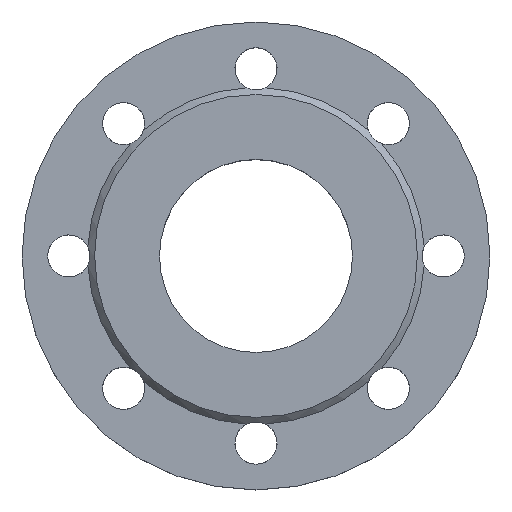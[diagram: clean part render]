
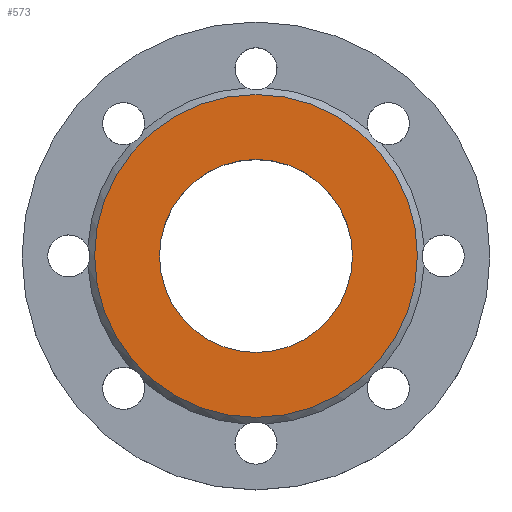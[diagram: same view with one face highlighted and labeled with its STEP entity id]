
A CAD part, top view. The second image highlights one B-rep face of the part: STEP entity #573.
In plain terms, the highlighted planar face has unit normal (0, 0, 1).
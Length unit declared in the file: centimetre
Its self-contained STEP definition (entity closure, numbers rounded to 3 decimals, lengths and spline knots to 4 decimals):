
#32=FACE_BOUND('',#157,.T.);
#37=PLANE('',#649);
#119=FACE_OUTER_BOUND('',#156,.T.);
#156=EDGE_LOOP('',(#507));
#157=EDGE_LOOP('',(#508));
#202=CIRCLE('',#632,69.);
#215=CIRCLE('',#650,41.25);
#271=VERTEX_POINT('',#1087);
#275=VERTEX_POINT('',#1111);
#340=EDGE_CURVE('',#271,#271,#202,.T.);
#355=EDGE_CURVE('',#275,#275,#215,.T.);
#507=ORIENTED_EDGE('',*,*,#340,.T.);
#508=ORIENTED_EDGE('',*,*,#355,.F.);
#573=ADVANCED_FACE('',(#119,#32),#37,.T.);
#632=AXIS2_PLACEMENT_3D('',#1088,#779,#780);
#649=AXIS2_PLACEMENT_3D('',#1110,#815,#816);
#650=AXIS2_PLACEMENT_3D('',#1112,#817,#818);
#779=DIRECTION('center_axis',(0.,0.,1.));
#780=DIRECTION('ref_axis',(-1.,0.,0.));
#815=DIRECTION('center_axis',(0.,0.,1.));
#816=DIRECTION('ref_axis',(0.,1.,0.));
#817=DIRECTION('center_axis',(0.,0.,1.));
#818=DIRECTION('ref_axis',(-1.,0.,0.));
#1087=CARTESIAN_POINT('',(770.5113,155.0351,84.6503));
#1088=CARTESIAN_POINT('Origin',(701.5113,155.0351,84.6503));
#1110=CARTESIAN_POINT('Origin',(646.3863,155.0351,84.6503));
#1111=CARTESIAN_POINT('',(742.7613,155.0351,84.6503));
#1112=CARTESIAN_POINT('Origin',(701.5113,155.0351,84.6503));
